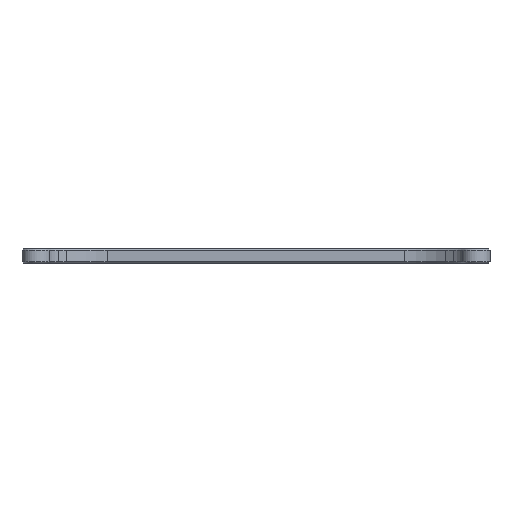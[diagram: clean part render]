
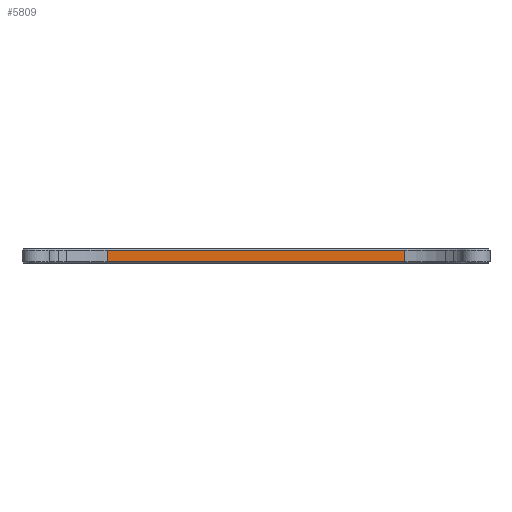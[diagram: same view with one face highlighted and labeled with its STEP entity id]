
A CAD part, left-side view. The second image highlights one B-rep face of the part: STEP entity #5809.
In plain terms, the highlighted planar face has unit normal (-1, 0, 0).
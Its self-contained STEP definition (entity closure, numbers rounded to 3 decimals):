
#830=FACE_OUTER_BOUND('',#1204,.T.);
#1204=EDGE_LOOP('',(#4796,#4797,#4798,#4799));
#1679=LINE('',#10400,#2178);
#1703=LINE('',#10475,#2202);
#1704=LINE('',#10479,#2203);
#1705=LINE('',#10480,#2204);
#2178=VECTOR('',#6994,10.);
#2202=VECTOR('',#7074,10.);
#2203=VECTOR('',#7079,10.);
#2204=VECTOR('',#7080,10.);
#2768=VERTEX_POINT('',#10392);
#2770=VERTEX_POINT('',#10398);
#2793=VERTEX_POINT('',#10474);
#2794=VERTEX_POINT('',#10478);
#3458=EDGE_CURVE('',#2770,#2768,#1679,.T.);
#3496=EDGE_CURVE('',#2768,#2793,#1703,.T.);
#3498=EDGE_CURVE('',#2794,#2770,#1704,.T.);
#3499=EDGE_CURVE('',#2793,#2794,#1705,.T.);
#4796=ORIENTED_EDGE('',*,*,#3458,.F.);
#4797=ORIENTED_EDGE('',*,*,#3498,.F.);
#4798=ORIENTED_EDGE('',*,*,#3499,.F.);
#4799=ORIENTED_EDGE('',*,*,#3496,.F.);
#5570=PLANE('',#6152);
#5809=ADVANCED_FACE('',(#830),#5570,.T.);
#6152=AXIS2_PLACEMENT_3D('',#10477,#7077,#7078);
#6994=DIRECTION('',(0.,1.,0.));
#7074=DIRECTION('',(0.,0.,1.));
#7077=DIRECTION('center_axis',(-1.,0.,0.));
#7078=DIRECTION('ref_axis',(0.,-1.,0.));
#7079=DIRECTION('',(0.,0.,-1.));
#7080=DIRECTION('',(0.,-1.,0.));
#10392=CARTESIAN_POINT('',(-36.173,41.487,0.4));
#10398=CARTESIAN_POINT('',(-36.173,-41.487,0.4));
#10400=CARTESIAN_POINT('',(-36.173,23.873,0.4));
#10474=CARTESIAN_POINT('',(-36.173,41.487,3.6));
#10475=CARTESIAN_POINT('',(-36.173,41.487,0.));
#10477=CARTESIAN_POINT('Origin',(-36.173,47.746,0.));
#10478=CARTESIAN_POINT('',(-36.173,-41.487,3.6));
#10479=CARTESIAN_POINT('',(-36.173,-41.487,0.));
#10480=CARTESIAN_POINT('',(-36.173,23.873,3.6));
